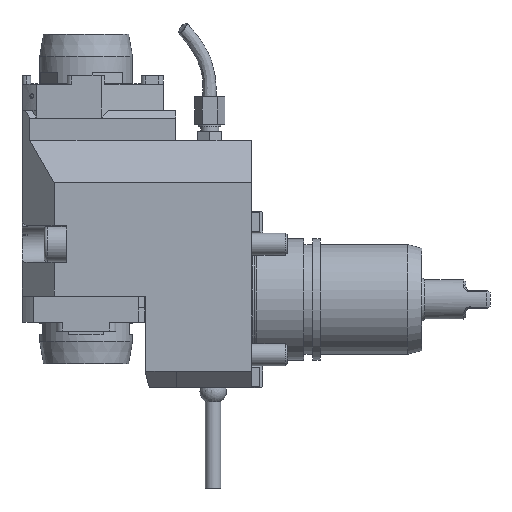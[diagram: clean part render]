
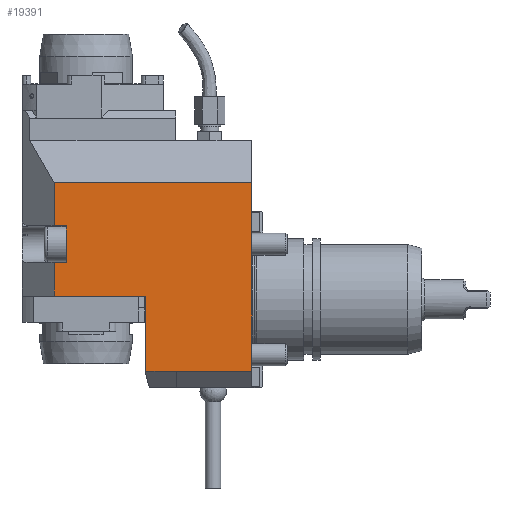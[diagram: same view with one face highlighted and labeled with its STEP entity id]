
A CAD part, left-side view. The second image highlights one B-rep face of the part: STEP entity #19391.
In plain terms, the highlighted planar face has unit normal (-1, 0, 0).
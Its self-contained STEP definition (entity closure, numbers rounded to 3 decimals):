
#189 = CARTESIAN_POINT ( 'NONE',  ( -42., 14., 1.5 ) ) ;
#607 = CARTESIAN_POINT ( 'NONE',  ( -42., 0., 52.947 ) ) ;
#694 = ORIENTED_EDGE ( 'NONE', *, *, #12820, .T. ) ;
#835 = VERTEX_POINT ( 'NONE', #5868 ) ;
#1054 = VERTEX_POINT ( 'NONE', #189 ) ;
#1195 = LINE ( 'NONE', #7749, #14667 ) ;
#1457 = EDGE_CURVE ( 'NONE', #5340, #25414, #7649, .T. ) ;
#1697 = EDGE_CURVE ( 'NONE', #24622, #25414, #14228, .T. ) ;
#1810 = VERTEX_POINT ( 'NONE', #14949 ) ;
#2123 = DIRECTION ( 'NONE',  ( 0., 0., -1. ) ) ;
#2556 = DIRECTION ( 'NONE',  ( -1., 0., 0. ) ) ;
#2739 = VECTOR ( 'NONE', #2885, 1000. ) ;
#2749 = VECTOR ( 'NONE', #6175, 1000. ) ;
#2795 = DIRECTION ( 'NONE',  ( 0., -1., 0. ) ) ;
#2885 = DIRECTION ( 'NONE',  ( 0., -1., 0. ) ) ;
#2978 = ORIENTED_EDGE ( 'NONE', *, *, #28952, .T. ) ;
#3133 = ORIENTED_EDGE ( 'NONE', *, *, #5276, .T. ) ;
#3864 = CARTESIAN_POINT ( 'NONE',  ( -42., -33.8, 72. ) ) ;
#4097 = CARTESIAN_POINT ( 'NONE',  ( -42., 50., 33.25 ) ) ;
#4389 = VECTOR ( 'NONE', #25543, 1000. ) ;
#4391 = CARTESIAN_POINT ( 'NONE',  ( -42., 55.5, 1.5 ) ) ;
#4598 = FACE_OUTER_BOUND ( 'NONE', #19152, .T. ) ;
#4909 = CARTESIAN_POINT ( 'NONE',  ( -42., 285.671, -32.5 ) ) ;
#5276 = EDGE_CURVE ( 'NONE', #1054, #16455, #1195, .T. ) ;
#5340 = VERTEX_POINT ( 'NONE', #14206 ) ;
#5600 = CARTESIAN_POINT ( 'NONE',  ( -42., -34., 37.5 ) ) ;
#5868 = CARTESIAN_POINT ( 'NONE',  ( -42., 50., 16.75 ) ) ;
#6175 = DIRECTION ( 'NONE',  ( 0., 0., 1. ) ) ;
#6330 = VERTEX_POINT ( 'NONE', #5600 ) ;
#6731 = DIRECTION ( 'NONE',  ( 0., -1., 0. ) ) ;
#6760 = DIRECTION ( 'NONE',  ( 0., 0., -1. ) ) ;
#7649 = LINE ( 'NONE', #10421, #4389 ) ;
#7749 = CARTESIAN_POINT ( 'NONE',  ( -42., 14., 1.5 ) ) ;
#8134 = ORIENTED_EDGE ( 'NONE', *, *, #28278, .T. ) ;
#8209 = EDGE_CURVE ( 'NONE', #11441, #11917, #8331, .T. ) ;
#8331 = LINE ( 'NONE', #4391, #13847 ) ;
#9869 = ORIENTED_EDGE ( 'NONE', *, *, #13438, .F. ) ;
#9931 = CARTESIAN_POINT ( 'NONE',  ( -42., -34., -32.5 ) ) ;
#10210 = VECTOR ( 'NONE', #27024, 1000. ) ;
#10221 = DIRECTION ( 'NONE',  ( 0., 0., -1. ) ) ;
#10305 = ORIENTED_EDGE ( 'NONE', *, *, #1457, .T. ) ;
#10421 = CARTESIAN_POINT ( 'NONE',  ( -42., 55.5, 1.5 ) ) ;
#10553 = VECTOR ( 'NONE', #23550, 1000. ) ;
#10666 = DIRECTION ( 'NONE',  ( 0., 0., -1. ) ) ;
#10828 = DIRECTION ( 'NONE',  ( 0., -1., 0. ) ) ;
#11224 = VECTOR ( 'NONE', #6731, 1000. ) ;
#11411 = DIRECTION ( 'NONE',  ( 0., 1., 0. ) ) ;
#11441 = VERTEX_POINT ( 'NONE', #17509 ) ;
#11621 = VECTOR ( 'NONE', #2123, 1000. ) ;
#11748 = EDGE_CURVE ( 'NONE', #5340, #15738, #16380, .T. ) ;
#11917 = VERTEX_POINT ( 'NONE', #24580 ) ;
#12679 = ORIENTED_EDGE ( 'NONE', *, *, #20747, .T. ) ;
#12747 = CARTESIAN_POINT ( 'NONE',  ( -42., 55.5, 33.25 ) ) ;
#12820 = EDGE_CURVE ( 'NONE', #16455, #1810, #16796, .T. ) ;
#12822 = CARTESIAN_POINT ( 'NONE',  ( -42., 14., -32.5 ) ) ;
#13438 = EDGE_CURVE ( 'NONE', #6330, #14578, #17635, .T. ) ;
#13511 = ORIENTED_EDGE ( 'NONE', *, *, #18515, .F. ) ;
#13534 = LINE ( 'NONE', #4909, #10210 ) ;
#13847 = VECTOR ( 'NONE', #10666, 1000. ) ;
#14206 = CARTESIAN_POINT ( 'NONE',  ( -42., 55.5, 52.947 ) ) ;
#14228 = LINE ( 'NONE', #25080, #26870 ) ;
#14578 = VERTEX_POINT ( 'NONE', #9931 ) ;
#14667 = VECTOR ( 'NONE', #10221, 1000. ) ;
#14949 = CARTESIAN_POINT ( 'NONE',  ( -42., 0., -32.5 ) ) ;
#14976 = LINE ( 'NONE', #3864, #2749 ) ;
#15453 = EDGE_CURVE ( 'NONE', #11441, #835, #18397, .T. ) ;
#15561 = CARTESIAN_POINT ( 'NONE',  ( -42., 285.671, 72. ) ) ;
#15738 = VERTEX_POINT ( 'NONE', #19228 ) ;
#16005 = VECTOR ( 'NONE', #24533, 1000. ) ;
#16380 = LINE ( 'NONE', #607, #28693 ) ;
#16455 = VERTEX_POINT ( 'NONE', #12822 ) ;
#16796 = LINE ( 'NONE', #25745, #10553 ) ;
#17509 = CARTESIAN_POINT ( 'NONE',  ( -42., 55.5, 16.75 ) ) ;
#17635 = LINE ( 'NONE', #22183, #16005 ) ;
#17733 = AXIS2_PLACEMENT_3D ( 'NONE', #15561, #2556, #6760 ) ;
#17928 = CARTESIAN_POINT ( 'NONE',  ( -42., 50., 0. ) ) ;
#18397 = LINE ( 'NONE', #27340, #2739 ) ;
#18416 = ORIENTED_EDGE ( 'NONE', *, *, #11748, .F. ) ;
#18515 = EDGE_CURVE ( 'NONE', #19176, #6330, #19936, .T. ) ;
#19152 = EDGE_LOOP ( 'NONE', ( #694, #2978, #9869, #13511, #8134, #18416, #10305, #24546, #20205, #22928, #22513, #12679, #3133 ) ) ;
#19176 = VERTEX_POINT ( 'NONE', #24742 ) ;
#19214 = VECTOR ( 'NONE', #10828, 1000. ) ;
#19228 = CARTESIAN_POINT ( 'NONE',  ( -42., -33.8, 52.947 ) ) ;
#19383 = EDGE_CURVE ( 'NONE', #24622, #835, #26424, .T. ) ;
#19391 = ADVANCED_FACE ( 'Defeature completata2_20', ( #4598 ), #19974, .T. ) ;
#19936 = LINE ( 'NONE', #24196, #19214 ) ;
#19974 = PLANE ( 'NONE',  #17733 ) ;
#20205 = ORIENTED_EDGE ( 'NONE', *, *, #19383, .T. ) ;
#20747 = EDGE_CURVE ( 'NONE', #11917, #1054, #26293, .T. ) ;
#22183 = CARTESIAN_POINT ( 'NONE',  ( -42., -34., 72. ) ) ;
#22513 = ORIENTED_EDGE ( 'NONE', *, *, #8209, .T. ) ;
#22928 = ORIENTED_EDGE ( 'NONE', *, *, #15453, .F. ) ;
#23550 = DIRECTION ( 'NONE',  ( 0., -1., 0. ) ) ;
#23815 = CARTESIAN_POINT ( 'NONE',  ( -42., 70., 1.5 ) ) ;
#24196 = CARTESIAN_POINT ( 'NONE',  ( -42., 285.671, 37.5 ) ) ;
#24533 = DIRECTION ( 'NONE',  ( 0., 0., -1. ) ) ;
#24546 = ORIENTED_EDGE ( 'NONE', *, *, #1697, .F. ) ;
#24580 = CARTESIAN_POINT ( 'NONE',  ( -42., 55.5, 1.5 ) ) ;
#24622 = VERTEX_POINT ( 'NONE', #4097 ) ;
#24742 = CARTESIAN_POINT ( 'NONE',  ( -42., -33.8, 37.5 ) ) ;
#25080 = CARTESIAN_POINT ( 'NONE',  ( -42., 41., 33.25 ) ) ;
#25414 = VERTEX_POINT ( 'NONE', #12747 ) ;
#25543 = DIRECTION ( 'NONE',  ( 0., 0., -1. ) ) ;
#25745 = CARTESIAN_POINT ( 'NONE',  ( -42., 0., -32.5 ) ) ;
#26293 = LINE ( 'NONE', #23815, #11224 ) ;
#26424 = LINE ( 'NONE', #17928, #11621 ) ;
#26870 = VECTOR ( 'NONE', #11411, 1000. ) ;
#27024 = DIRECTION ( 'NONE',  ( 0., -1., 0. ) ) ;
#27340 = CARTESIAN_POINT ( 'NONE',  ( -42., 41., 16.75 ) ) ;
#28278 = EDGE_CURVE ( 'NONE', #19176, #15738, #14976, .T. ) ;
#28693 = VECTOR ( 'NONE', #2795, 1000. ) ;
#28952 = EDGE_CURVE ( 'NONE', #1810, #14578, #13534, .T. ) ;
